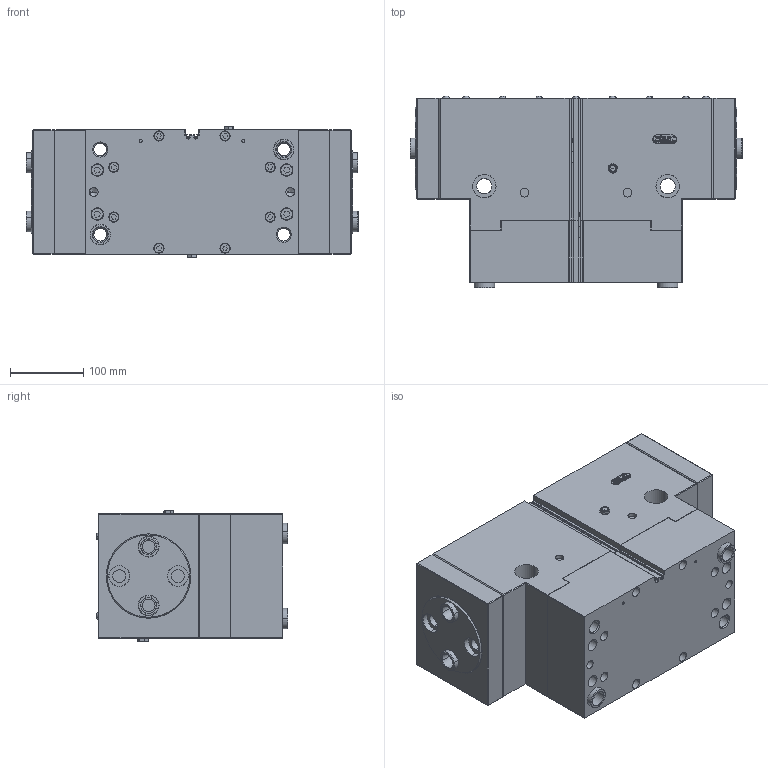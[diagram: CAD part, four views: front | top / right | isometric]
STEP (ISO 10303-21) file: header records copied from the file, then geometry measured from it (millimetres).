
FILE_DESCRIPTION (( 'STEP AP203' ), '1' );
FILE_NAME ('TRF175-NC .STEP', '2026-03-27T07:18:21', ( 'USER-' ), ( 'Microsoft' ), 'SwSTEP 2.0', 'SolidWorks 2018', '' );
FILE_SCHEMA (( 'CONFIG_CONTROL_DESIGN' ));
Length unit declared in the file: millimetre
Products named in the file (15): NC蚾饜极7; G1-8 黑芛; 内六角圆柱头螺钉[GBT70_1-2008][M8×70]; TRF175-01 忒硌薊极; TRF175-NC ; TRF175-02 耜猾极; 32x12-R6; hexagon socket button head screws gb(GB_SOCKET_TYPE7 M5X10-N); TRF175-04 奻葡裔啣; 28x15杶种; TRF175-M-01 喘倛褲极; BSLM01; 内六角圆柱头螺钉[GBT70_1-2008][M10×60]; 棠羲換覜ん; FR175-410-NC
Assembly tree (49 placements, depth 3):
  TRF175-NC 
    NC蚾饜极7
      28x15杶种  x2
      FR175-410-NC
      内六角圆柱头螺钉[GBT70_1-2008][M8×70]  x8
      内六角圆柱头螺钉[GBT70_1-2008][M10×60]  x4
    TRF175-M-01 喘倛褲极
    28x15杶种  x4
    TRF175-01 忒硌薊极  x2
    TRF175-02 耜猾极  x2
    TRF175-04 奻葡裔啣
    hexagon socket button head screws gb(GB_SOCKET_TYPE7 M5X10-N)  x18
    32x12-R6
    棠羲換覜ん  x2
    BSLM01
    G1-8 黑芛
Bounding box: 452.5 x 261.25 x 179.8 mm (x, y, z)
Volume: 13004952 mm3; surface area: 1076875.8 mm2
Topology: 48 solids, 49 shells, 2038 faces, 4862 edges, 3009 vertices
Faces by surface type: plane 968, cylinder 564, cone 262, bspline 154, torus 52, sphere 38
Entity records: 49804 total; most frequent: CARTESIAN_POINT 14614, ORIENTED_EDGE 6822, DIRECTION 6561, EDGE_CURVE 3411, AXIS2_PLACEMENT_3D 2267, VERTEX_POINT 2198, VECTOR 2027, LINE 2027
